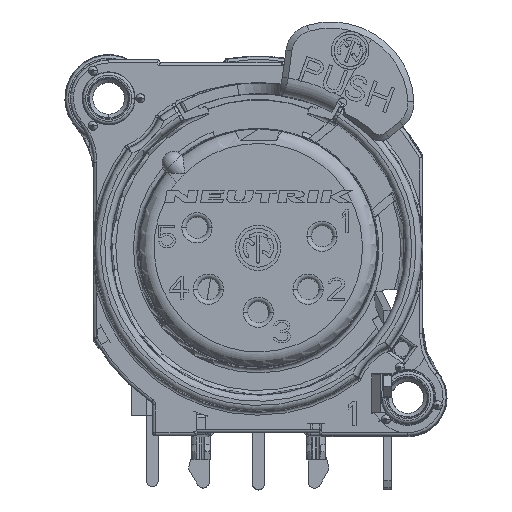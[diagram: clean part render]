
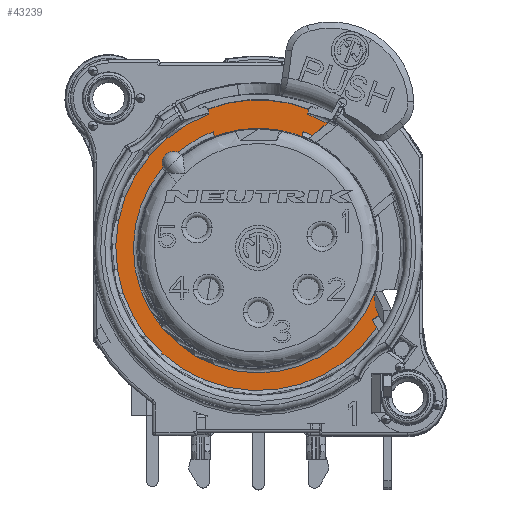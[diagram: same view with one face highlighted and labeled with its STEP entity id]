
A CAD part, top view. The second image highlights one B-rep face of the part: STEP entity #43239.
In plain terms, the highlighted planar face has unit normal (0, 0, 1).
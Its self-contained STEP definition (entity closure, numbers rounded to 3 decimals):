
#3806=CARTESIAN_POINT('',(2.91,7.467,-13.));
#3807=CARTESIAN_POINT('',(2.916,7.484,-13.));
#3808=CARTESIAN_POINT('',(2.929,7.53,-13.));
#3809=CARTESIAN_POINT('',(2.951,7.612,-13.));
#3810=CARTESIAN_POINT('',(2.968,7.677,-13.));
#3811=CARTESIAN_POINT('',(2.977,7.712,-13.));
#3813=CARTESIAN_POINT('',(2.885,7.371,-13.));
#3814=CARTESIAN_POINT('',(2.887,7.381,-13.));
#3815=CARTESIAN_POINT('',(2.894,7.405,-13.));
#3816=CARTESIAN_POINT('',(2.902,7.437,-13.));
#3817=CARTESIAN_POINT('',(2.908,7.459,-13.));
#3818=CARTESIAN_POINT('',(2.91,7.467,-13.));
#3820=CARTESIAN_POINT('',(0.,0.,-13.));
#3821=DIRECTION('',(0.,0.,-1.));
#3822=DIRECTION('',(-0.366,0.931,0.));
#3823=AXIS2_PLACEMENT_3D('',#3820,#3821,#3822);
#3825=DIRECTION('',(0.24,-0.971,0.));
#3826=VECTOR('',#3825,0.354);
#3827=CARTESIAN_POINT('',(-2.981,7.71,-13.));
#3828=LINE('',#3827,#3826);
#3829=CARTESIAN_POINT('',(-5.621,5.621,-13.));
#3830=DIRECTION('',(0.,0.,1.));
#3831=DIRECTION('',(0.382,0.924,0.));
#3832=AXIS2_PLACEMENT_3D('',#3829,#3830,#3831);
#3834=DIRECTION('',(0.017,-1.,0.));
#3835=VECTOR('',#3834,0.918);
#3836=CARTESIAN_POINT('',(7.72,-2.956,-13.));
#3837=LINE('',#3836,#3835);
#3838=DIRECTION('',(-1.,0.,0.));
#3839=VECTOR('',#3838,0.205);
#3840=CARTESIAN_POINT('',(7.94,-3.874,-13.));
#3841=LINE('',#3840,#3839);
#3842=DIRECTION('',(0.,1.,0.));
#3843=VECTOR('',#3842,0.833);
#3844=CARTESIAN_POINT('',(7.94,-4.707,-13.));
#3845=LINE('',#3844,#3843);
#3846=DIRECTION('',(-0.866,-0.5,0.));
#3847=VECTOR('',#3846,0.358);
#3848=CARTESIAN_POINT('',(7.94,-4.707,-13.));
#3849=LINE('',#3848,#3847);
#3850=DIRECTION('',(0.5,-0.866,0.));
#3851=VECTOR('',#3850,0.418);
#3852=CARTESIAN_POINT('',(7.63,-4.886,-13.));
#3853=LINE('',#3852,#3851);
#3854=DIRECTION('',(0.24,-0.971,0.));
#3855=VECTOR('',#3854,0.345);
#3856=CARTESIAN_POINT('',(-3.346,9.186,-13.));
#3857=LINE('',#3856,#3855);
#3858=CARTESIAN_POINT('',(0.,0.555,-13.));
#3859=DIRECTION('',(0.,0.,1.));
#3860=DIRECTION('',(0.361,0.932,0.));
#3861=AXIS2_PLACEMENT_3D('',#3858,#3859,#3860);
#3863=DIRECTION('',(0.24,0.971,0.));
#3864=VECTOR('',#3863,0.345);
#3865=CARTESIAN_POINT('',(3.263,8.851,-13.));
#3866=LINE('',#3865,#3864);
#3867=DIRECTION('',(-0.766,-0.643,0.));
#3868=VECTOR('',#3867,1.264);
#3869=CARTESIAN_POINT('',(4.558,8.259,-13.));
#3870=LINE('',#3869,#3868);
#3990=CARTESIAN_POINT('',(0.,0.,-13.));
#3991=DIRECTION('',(0.,0.,-1.));
#3992=DIRECTION('',(0.934,-0.358,0.));
#3993=AXIS2_PLACEMENT_3D('',#3990,#3991,#3992);
#4038=CARTESIAN_POINT('',(0.,0.,-13.));
#4039=DIRECTION('',(0.,0.,-1.));
#4040=DIRECTION('',(0.36,0.933,0.));
#4041=AXIS2_PLACEMENT_3D('',#4038,#4039,#4040);
#4068=CARTESIAN_POINT('',(2.977,7.712,-13.));
#4096=CARTESIAN_POINT('',(0.,0.,-13.));
#4097=DIRECTION('',(0.,0.,-1.));
#4098=DIRECTION('',(-0.645,0.764,0.));
#4099=AXIS2_PLACEMENT_3D('',#4096,#4097,#4098);
#4110=CARTESIAN_POINT('',(-2.981,7.71,-13.));
#9416=CARTESIAN_POINT('',(0.,0.,-13.));
#9417=DIRECTION('',(0.,0.,1.));
#9418=DIRECTION('',(0.483,0.876,0.));
#9419=AXIS2_PLACEMENT_3D('',#9416,#9417,#9418);
#9425=CARTESIAN_POINT('',(3.263,8.851,-13.));
#9427=CARTESIAN_POINT('',(0.,0.,-13.));
#9428=DIRECTION('',(0.,0.,1.));
#9429=DIRECTION('',(-0.346,0.938,0.));
#9430=AXIS2_PLACEMENT_3D('',#9427,#9428,#9429);
#9474=CARTESIAN_POINT('',(-3.263,8.851,-13.));
#32903=CARTESIAN_POINT('',(-5.335,6.315,-13.));
#32904=CARTESIAN_POINT('',(-6.315,5.335,-13.));
#32905=VERTEX_POINT('',#32903);
#32906=VERTEX_POINT('',#32904);
#32929=CARTESIAN_POINT('',(4.558,8.259,-13.));
#32930=CARTESIAN_POINT('',(3.59,7.446,-13.));
#32931=VERTEX_POINT('',#32929);
#32932=VERTEX_POINT('',#32930);
#38134=CARTESIAN_POINT('',(7.94,-4.707,-13.));
#38135=CARTESIAN_POINT('',(7.63,-4.886,-13.));
#38136=VERTEX_POINT('',#38134);
#38137=VERTEX_POINT('',#38135);
#38138=CARTESIAN_POINT('',(7.839,-5.248,-13.));
#38139=VERTEX_POINT('',#38138);
#38140=CARTESIAN_POINT('',(7.72,-2.956,-13.));
#38141=CARTESIAN_POINT('',(7.735,-3.874,-13.));
#38142=VERTEX_POINT('',#38140);
#38143=VERTEX_POINT('',#38141);
#38148=CARTESIAN_POINT('',(7.94,-3.874,-13.));
#38149=VERTEX_POINT('',#38148);
#39713=CARTESIAN_POINT('',(-2.896,7.366,-13.));
#39714=CARTESIAN_POINT('',(2.885,7.371,-13.));
#39715=VERTEX_POINT('',#39713);
#39716=VERTEX_POINT('',#39714);
#39717=VERTEX_POINT('',#3818);
#39718=CARTESIAN_POINT('',(3.346,9.186,-13.));
#39719=CARTESIAN_POINT('',(-3.346,9.186,-13.));
#39720=VERTEX_POINT('',#39718);
#39721=VERTEX_POINT('',#39719);
#39735=VERTEX_POINT('',#9425);
#39736=VERTEX_POINT('',#9474);
#39739=VERTEX_POINT('',#4068);
#39740=VERTEX_POINT('',#4110);
#43196=CARTESIAN_POINT('',(0.,0.,-13.));
#43197=DIRECTION('',(0.,0.,-1.));
#43198=DIRECTION('',(0.,-1.,0.));
#43199=AXIS2_PLACEMENT_3D('',#43196,#43197,#43198);
#43200=PLANE('',#43199);
#43202=ORIENTED_EDGE('',*,*,#43201,.F.);
#43204=ORIENTED_EDGE('',*,*,#43203,.F.);
#43206=ORIENTED_EDGE('',*,*,#43205,.F.);
#43208=ORIENTED_EDGE('',*,*,#43207,.F.);
#43210=ORIENTED_EDGE('',*,*,#43209,.F.);
#43212=ORIENTED_EDGE('',*,*,#43211,.F.);
#43214=ORIENTED_EDGE('',*,*,#43213,.T.);
#43216=ORIENTED_EDGE('',*,*,#43215,.F.);
#43218=ORIENTED_EDGE('',*,*,#43217,.T.);
#43219=ORIENTED_EDGE('',*,*,#43163,.F.);
#43220=ORIENTED_EDGE('',*,*,#43118,.F.);
#43222=ORIENTED_EDGE('',*,*,#43221,.T.);
#43224=ORIENTED_EDGE('',*,*,#43223,.T.);
#43226=ORIENTED_EDGE('',*,*,#43225,.F.);
#43228=ORIENTED_EDGE('',*,*,#43227,.F.);
#43230=ORIENTED_EDGE('',*,*,#43229,.F.);
#43232=ORIENTED_EDGE('',*,*,#43231,.F.);
#43234=ORIENTED_EDGE('',*,*,#43233,.F.);
#43236=ORIENTED_EDGE('',*,*,#43235,.T.);
#43237=EDGE_LOOP('',(#43202,#43204,#43206,#43208,#43210,#43212,#43214,#43216,
#43218,#43219,#43220,#43222,#43224,#43226,#43228,#43230,#43232,#43234,#43236));
#43238=FACE_OUTER_BOUND('',#43237,.F.);
#43239=ADVANCED_FACE('',(#43238),#43200,.F.);
#3812=B_SPLINE_CURVE_WITH_KNOTS('',3,(#3806,#3807,#3808,#3809,#3810,#3811),
.UNSPECIFIED.,.F.,.F.,(4,1,1,4),(0.,0.21,0.571,1.),
.UNSPECIFIED.);
#3819=B_SPLINE_CURVE_WITH_KNOTS('',3,(#3813,#3814,#3815,#3816,#3817,#3818),
.UNSPECIFIED.,.F.,.F.,(4,1,1,4),(0.,0.314,0.764,1.),
.UNSPECIFIED.);
#3824=CIRCLE('',#3823,7.915);
#3833=CIRCLE('',#3832,0.75);
#3862=CIRCLE('',#3861,9.257);
#3994=CIRCLE('',#3993,8.267);
#4042=CIRCLE('',#4041,8.267);
#4100=CIRCLE('',#4099,8.267);
#9420=CIRCLE('',#9419,9.433);
#9431=CIRCLE('',#9430,9.433);
#43118=EDGE_CURVE('',#38136,#38149,#3845,.T.);
#43163=EDGE_CURVE('',#38149,#38143,#3841,.T.);
#43201=EDGE_CURVE('',#39739,#32932,#4042,.T.);
#43203=EDGE_CURVE('',#39717,#39739,#3812,.T.);
#43205=EDGE_CURVE('',#39716,#39717,#3819,.T.);
#43207=EDGE_CURVE('',#39715,#39716,#3824,.T.);
#43209=EDGE_CURVE('',#39740,#39715,#3828,.T.);
#43211=EDGE_CURVE('',#32905,#39740,#4100,.T.);
#43213=EDGE_CURVE('',#32905,#32906,#3833,.T.);
#43215=EDGE_CURVE('',#38142,#32906,#3994,.T.);
#43217=EDGE_CURVE('',#38142,#38143,#3837,.T.);
#43221=EDGE_CURVE('',#38136,#38137,#3849,.T.);
#43223=EDGE_CURVE('',#38137,#38139,#3853,.T.);
#43225=EDGE_CURVE('',#39736,#38139,#9431,.T.);
#43227=EDGE_CURVE('',#39721,#39736,#3857,.T.);
#43229=EDGE_CURVE('',#39720,#39721,#3862,.T.);
#43231=EDGE_CURVE('',#39735,#39720,#3866,.T.);
#43233=EDGE_CURVE('',#32931,#39735,#9420,.T.);
#43235=EDGE_CURVE('',#32931,#32932,#3870,.T.);
